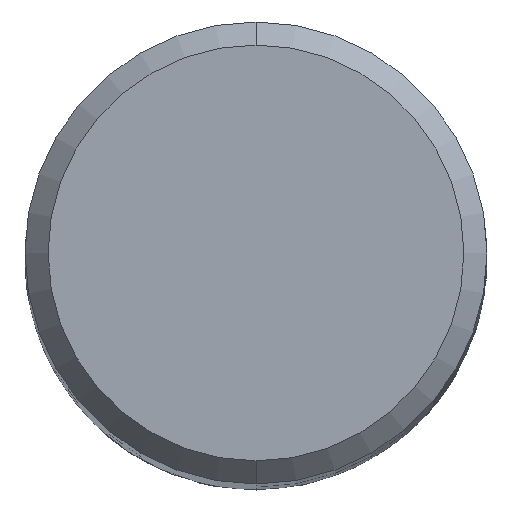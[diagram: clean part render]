
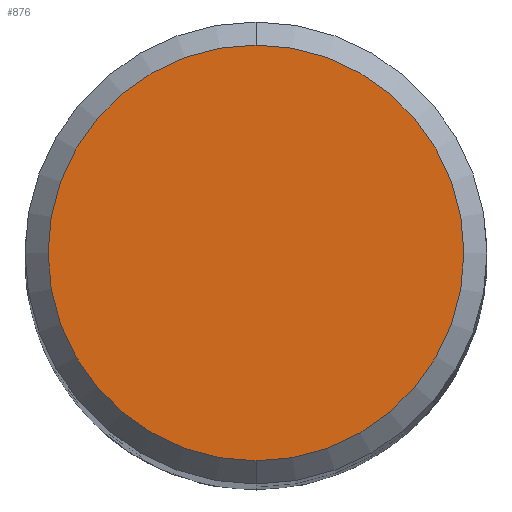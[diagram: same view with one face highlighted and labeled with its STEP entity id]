
A CAD part, top view. The second image highlights one B-rep face of the part: STEP entity #876.
In plain terms, the highlighted planar face has unit normal (0, 0, 1).
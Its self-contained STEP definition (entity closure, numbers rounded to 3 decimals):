
#738=VERTEX_POINT('',#1603);
#874=VERTEX_POINT('',#1748);
#876=ADVANCED_FACE('',(#1750),#1751,.T.);
#960=EDGE_CURVE('',#874,#738,#1841,.T.);
#972=EDGE_CURVE('',#738,#874,#1854,.T.);
#1603=CARTESIAN_POINT('',(0.,-5.4,0.0));
#1748=CARTESIAN_POINT('',(0.0,5.4,0.0));
#1750=FACE_OUTER_BOUND('',#6218,.T.);
#1751=PLANE('',#6219);
#1841=CIRCLE('',#6630,5.4);
#1854=CIRCLE('',#6649,5.4);
#6218=EDGE_LOOP('',(#8831,#8832));
#6219=AXIS2_PLACEMENT_3D('',#8833,#8834,#8835);
#6630=AXIS2_PLACEMENT_3D('',#8931,#8932,#8933);
#6649=AXIS2_PLACEMENT_3D('',#8949,#8950,#8951);
#8831=ORIENTED_EDGE('',*,*,#960,.F.);
#8832=ORIENTED_EDGE('',*,*,#972,.F.);
#8833=CARTESIAN_POINT('',(0.0,2.7,0.0));
#8834=DIRECTION('',(-0.0,0.0,1.0));
#8835=DIRECTION('',(0.0,-1.0,0.0));
#8931=CARTESIAN_POINT('',(0.0,0.0,0.0));
#8932=DIRECTION('',(0.0,0.0,-1.0));
#8933=DIRECTION('',(0.0,1.0,0.0));
#8949=CARTESIAN_POINT('',(0.0,0.0,0.0));
#8950=DIRECTION('',(0.0,0.0,-1.0));
#8951=DIRECTION('',(0.0,1.0,0.0));
